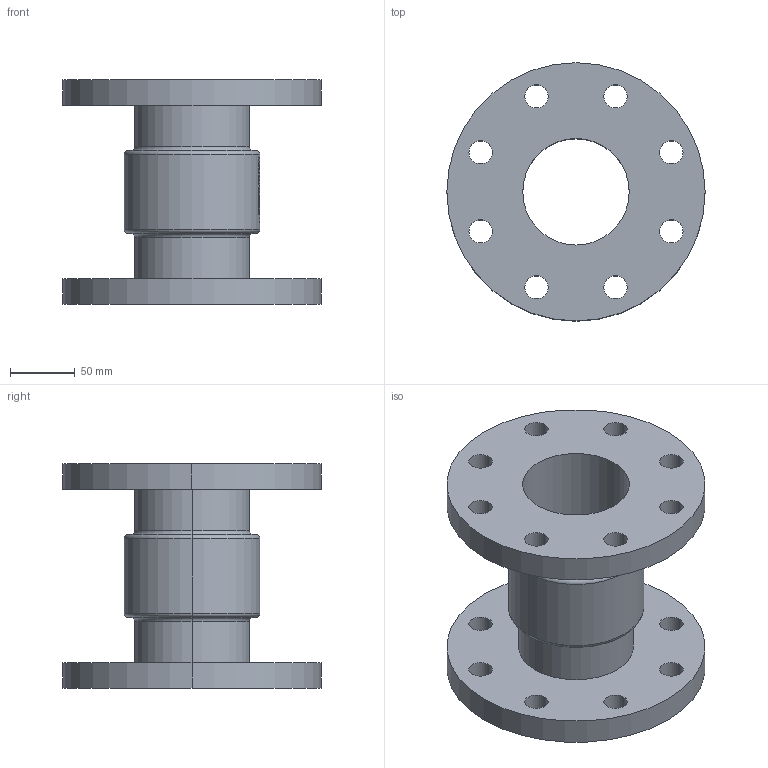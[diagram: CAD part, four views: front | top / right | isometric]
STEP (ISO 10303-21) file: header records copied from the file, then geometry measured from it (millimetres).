
FILE_DESCRIPTION (( 'STEP AP214' ), '1' );
FILE_NAME ('7120000_DN080_PN16_51420263.STEP', '2022-02-17T08:43:37', ( 'axxx' ), ( 'Hewlett-Packard Company' ), 'SwSTEP 2.0', 'SolidWorks 2019', '' );
FILE_SCHEMA (( 'AUTOMOTIVE_DESIGN' ));
Length unit declared in the file: millimetre
Products named in the file (1): 7120000_DN080_PN16_51420263
Bounding box: 200 x 200 x 174 mm (x, y, z)
Volume: 1233032.4 mm3; surface area: 229251.3 mm2
Topology: 1 solids, 1 shells, 551 faces, 1435 edges, 954 vertices
Faces by surface type: bspline 240, plane 237, cylinder 66, torus 8
Entity records: 30481 total; most frequent: CARTESIAN_POINT 18467, ORIENTED_EDGE 2870, DIRECTION 1697, EDGE_CURVE 1435, VERTEX_POINT 954, VECTOR 747, LINE 747, EDGE_LOOP 653
